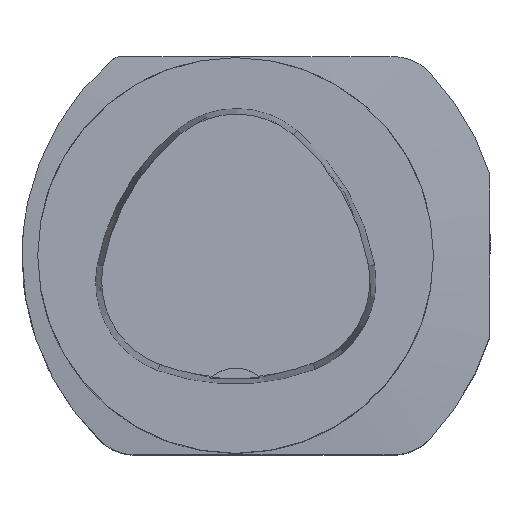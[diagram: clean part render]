
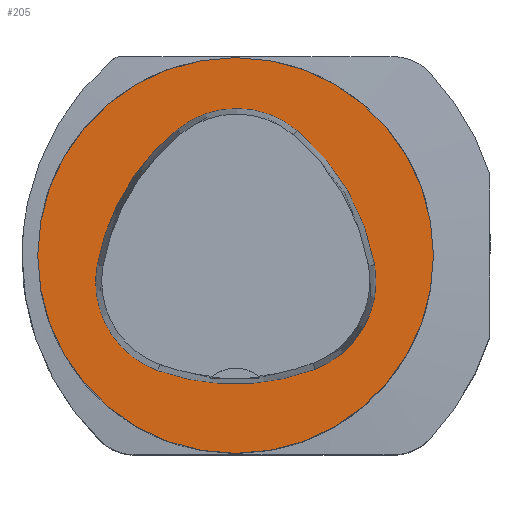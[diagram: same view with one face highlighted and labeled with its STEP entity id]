
A CAD part, top view. The second image highlights one B-rep face of the part: STEP entity #205.
In plain terms, the highlighted planar face has unit normal (0, 0, 1).
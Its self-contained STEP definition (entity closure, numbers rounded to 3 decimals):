
#125=FACE_BOUND('',#423,.T.);
#126=FACE_BOUND('',#424,.T.);
#205=ADVANCED_FACE('',(#125,#126),#288,.T.);
#288=PLANE('',#1523);
#423=EDGE_LOOP('',(#701,#702,#703,#704,#705,#706));
#424=EDGE_LOOP('',(#707));
#514=CIRCLE('',#1516,15.);
#515=CIRCLE('',#1517,36.);
#516=CIRCLE('',#1518,15.);
#517=CIRCLE('',#1519,36.);
#518=CIRCLE('',#1520,15.);
#519=CIRCLE('',#1521,36.);
#520=CIRCLE('',#1522,31.5);
#701=ORIENTED_EDGE('',*,*,#1139,.T.);
#702=ORIENTED_EDGE('',*,*,#1140,.T.);
#703=ORIENTED_EDGE('',*,*,#1141,.T.);
#704=ORIENTED_EDGE('',*,*,#1142,.T.);
#705=ORIENTED_EDGE('',*,*,#1143,.T.);
#706=ORIENTED_EDGE('',*,*,#1144,.T.);
#707=ORIENTED_EDGE('',*,*,#1145,.F.);
#988=VERTEX_POINT('',#2281);
#989=VERTEX_POINT('',#2282);
#990=VERTEX_POINT('',#2284);
#991=VERTEX_POINT('',#2286);
#992=VERTEX_POINT('',#2288);
#993=VERTEX_POINT('',#2290);
#994=VERTEX_POINT('',#2293);
#1139=EDGE_CURVE('',#988,#989,#514,.T.);
#1140=EDGE_CURVE('',#989,#990,#515,.T.);
#1141=EDGE_CURVE('',#990,#991,#516,.T.);
#1142=EDGE_CURVE('',#991,#992,#517,.T.);
#1143=EDGE_CURVE('',#992,#993,#518,.T.);
#1144=EDGE_CURVE('',#993,#988,#519,.T.);
#1145=EDGE_CURVE('',#994,#994,#520,.T.);
#1516=AXIS2_PLACEMENT_3D('',#2280,#1813,#1814);
#1517=AXIS2_PLACEMENT_3D('',#2283,#1815,#1816);
#1518=AXIS2_PLACEMENT_3D('',#2285,#1817,#1818);
#1519=AXIS2_PLACEMENT_3D('',#2287,#1819,#1820);
#1520=AXIS2_PLACEMENT_3D('',#2289,#1821,#1822);
#1521=AXIS2_PLACEMENT_3D('',#2291,#1823,#1824);
#1522=AXIS2_PLACEMENT_3D('',#2292,#1825,#1826);
#1523=AXIS2_PLACEMENT_3D('',#2294,#1827,#1828);
#1813=DIRECTION('',(0.,0.,-1.));
#1814=DIRECTION('',(-1.,0.,0.));
#1815=DIRECTION('',(0.,0.,-1.));
#1816=DIRECTION('',(-1.,0.,0.));
#1817=DIRECTION('',(0.,0.,-1.));
#1818=DIRECTION('',(-1.,0.,0.));
#1819=DIRECTION('',(0.,0.,-1.));
#1820=DIRECTION('',(-1.,0.,0.));
#1821=DIRECTION('',(0.,0.,-1.));
#1822=DIRECTION('',(-1.,0.,0.));
#1823=DIRECTION('',(0.,0.,-1.));
#1824=DIRECTION('',(-1.,0.,0.));
#1825=DIRECTION('',(0.,0.,-1.));
#1826=DIRECTION('',(-1.,0.,0.));
#1827=DIRECTION('',(0.,0.,1.));
#1828=DIRECTION('',(1.,0.,0.));
#2280=CARTESIAN_POINT('',(-7.275,-4.2,0.));
#2281=CARTESIAN_POINT('',(-12.373,-18.307,0.));
#2282=CARTESIAN_POINT('',(-22.041,-1.562,0.));
#2283=CARTESIAN_POINT('',(13.398,-7.893,0.));
#2284=CARTESIAN_POINT('',(-9.317,20.036,0.));
#2285=CARTESIAN_POINT('',(0.148,8.399,0.));
#2286=CARTESIAN_POINT('',(9.779,19.898,0.));
#2287=CARTESIAN_POINT('',(-13.337,-7.7,0.));
#2288=CARTESIAN_POINT('',(22.122,-1.48,0.));
#2289=CARTESIAN_POINT('',(7.347,-4.071,0.));
#2290=CARTESIAN_POINT('',(12.693,-18.087,0.));
#2291=CARTESIAN_POINT('',(-0.137,15.55,0.));
#2292=CARTESIAN_POINT('',(0.,0.,0.));
#2293=CARTESIAN_POINT('',(-31.5,0.,0.));
#2294=CARTESIAN_POINT('',(0.,0.,0.));
